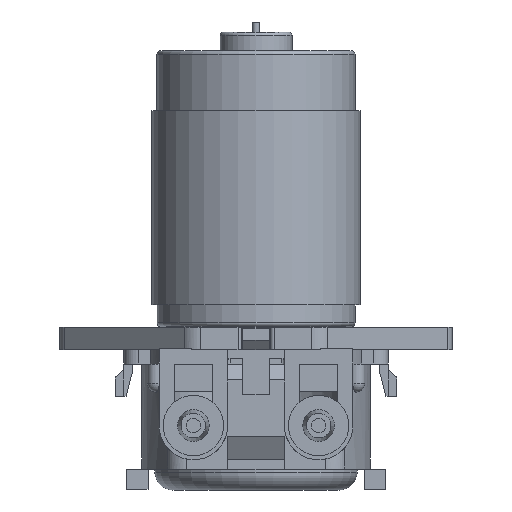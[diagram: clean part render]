
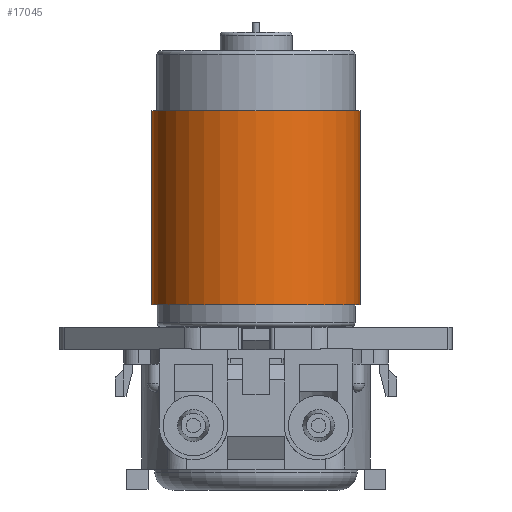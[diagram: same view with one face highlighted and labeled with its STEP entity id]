
A CAD part, front view. The second image highlights one B-rep face of the part: STEP entity #17045.
In plain terms, the highlighted cylindrical face has radius 14.45 mm (diameter 28.9 mm), a full revolution.
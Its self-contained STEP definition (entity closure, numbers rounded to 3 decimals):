
#832=CIRCLE('',#17985,14.45);
#833=CIRCLE('',#17987,14.45);
#5171=ORIENTED_EDGE('',*,*,#7888,.T.);
#5172=ORIENTED_EDGE('',*,*,#7889,.F.);
#7888=EDGE_CURVE('',#9386,#9386,#832,.T.);
#7889=EDGE_CURVE('',#9387,#9387,#833,.T.);
#9386=VERTEX_POINT('',#27224);
#9387=VERTEX_POINT('',#27227);
#10578=EDGE_LOOP('',(#5171));
#10579=EDGE_LOOP('',(#5172));
#11367=FACE_BOUND('',#10578,.T.);
#11368=FACE_BOUND('',#10579,.T.);
#11861=CYLINDRICAL_SURFACE('',#17986,14.45);
#17045=ADVANCED_FACE('',(#11367,#11368),#11861,.T.);
#17985=AXIS2_PLACEMENT_3D('',#27223,#20209,#20210);
#17986=AXIS2_PLACEMENT_3D('',#27225,#20211,#20212);
#17987=AXIS2_PLACEMENT_3D('',#27226,#20213,#20214);
#20209=DIRECTION('',(0.,0.,-1.));
#20210=DIRECTION('',(-1.,0.,0.));
#20211=DIRECTION('',(0.,0.,-1.));
#20212=DIRECTION('',(-1.,0.,0.));
#20213=DIRECTION('',(0.,0.,-1.));
#20214=DIRECTION('',(-1.,0.,0.));
#27223=CARTESIAN_POINT('',(-7.191,19.028,459.447));
#27224=CARTESIAN_POINT('',(-21.641,19.028,459.447));
#27225=CARTESIAN_POINT('',(-7.191,19.028,403.649));
#27226=CARTESIAN_POINT('',(-7.191,19.028,432.447));
#27227=CARTESIAN_POINT('',(-21.641,19.028,432.447));
